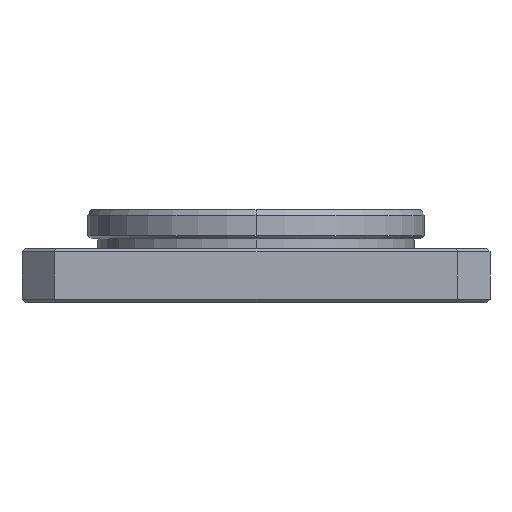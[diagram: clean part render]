
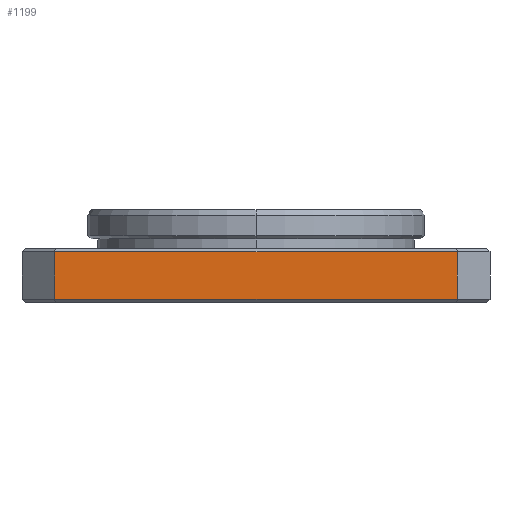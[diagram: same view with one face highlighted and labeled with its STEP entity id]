
A CAD part, left-side view. The second image highlights one B-rep face of the part: STEP entity #1199.
In plain terms, the highlighted planar face has unit normal (-1, 0, 0).
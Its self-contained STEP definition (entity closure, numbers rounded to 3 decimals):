
#413 = CARTESIAN_POINT ( 'NONE',  ( -18.288, 15.748, 4.191 ) ) ;
#1199 = ADVANCED_FACE ( 'NONE', ( #2921 ), #3840, .F. ) ;
#2782 = EDGE_CURVE ( 'NONE', #9998, #4682, #9783, .T. ) ;
#2921 = FACE_OUTER_BOUND ( 'NONE', #11732, .T. ) ;
#3840 = PLANE ( 'NONE',  #11640 ) ;
#4074 = LINE ( 'NONE', #10897, #6748 ) ;
#4305 = EDGE_CURVE ( 'NONE', #4682, #5001, #9090, .T. ) ;
#4682 = VERTEX_POINT ( 'NONE', #11666 ) ;
#5001 = VERTEX_POINT ( 'NONE', #9775 ) ;
#5093 = CARTESIAN_POINT ( 'NONE',  ( -18.288, 18.288, 4.191 ) ) ;
#5363 = CARTESIAN_POINT ( 'NONE',  ( -18.288, 15.748, 3.937 ) ) ;
#6213 = DIRECTION ( 'NONE',  ( 0., 1., 0. ) ) ;
#6311 = DIRECTION ( 'NONE',  ( 0., -1., 0. ) ) ;
#6748 = VECTOR ( 'NONE', #12038, 1000. ) ;
#6763 = VECTOR ( 'NONE', #12967, 1000. ) ;
#7365 = EDGE_CURVE ( 'NONE', #5001, #9135, #4074, .T. ) ;
#9090 = LINE ( 'NONE', #13134, #11762 ) ;
#9135 = VERTEX_POINT ( 'NONE', #9760 ) ;
#9712 = ORIENTED_EDGE ( 'NONE', *, *, #2782, .T. ) ;
#9760 = CARTESIAN_POINT ( 'NONE',  ( -18.288, -15.748, 3.937 ) ) ;
#9775 = CARTESIAN_POINT ( 'NONE',  ( -18.288, -15.748, 0.254 ) ) ;
#9783 = LINE ( 'NONE', #413, #6763 ) ;
#9798 = ORIENTED_EDGE ( 'NONE', *, *, #4305, .T. ) ;
#9832 = DIRECTION ( 'NONE',  ( 0., 1., 0. ) ) ;
#9981 = LINE ( 'NONE', #5363, #12648 ) ;
#9998 = VERTEX_POINT ( 'NONE', #10475 ) ;
#10408 = EDGE_CURVE ( 'NONE', #9135, #9998, #9981, .T. ) ;
#10475 = CARTESIAN_POINT ( 'NONE',  ( -18.288, 15.748, 3.937 ) ) ;
#10897 = CARTESIAN_POINT ( 'NONE',  ( -18.288, -15.748, 4.191 ) ) ;
#11421 = ORIENTED_EDGE ( 'NONE', *, *, #7365, .T. ) ;
#11640 = AXIS2_PLACEMENT_3D ( 'NONE', #5093, #13042, #6213 ) ;
#11666 = CARTESIAN_POINT ( 'NONE',  ( -18.288, 15.748, 0.254 ) ) ;
#11732 = EDGE_LOOP ( 'NONE', ( #9712, #9798, #11421, #11957 ) ) ;
#11762 = VECTOR ( 'NONE', #6311, 1000. ) ;
#11957 = ORIENTED_EDGE ( 'NONE', *, *, #10408, .T. ) ;
#12038 = DIRECTION ( 'NONE',  ( 0., 0., 1. ) ) ;
#12648 = VECTOR ( 'NONE', #9832, 1000. ) ;
#12967 = DIRECTION ( 'NONE',  ( 0., 0., -1. ) ) ;
#13042 = DIRECTION ( 'NONE',  ( 1., 0., 0. ) ) ;
#13134 = CARTESIAN_POINT ( 'NONE',  ( -18.288, 18.288, 0.254 ) ) ;
